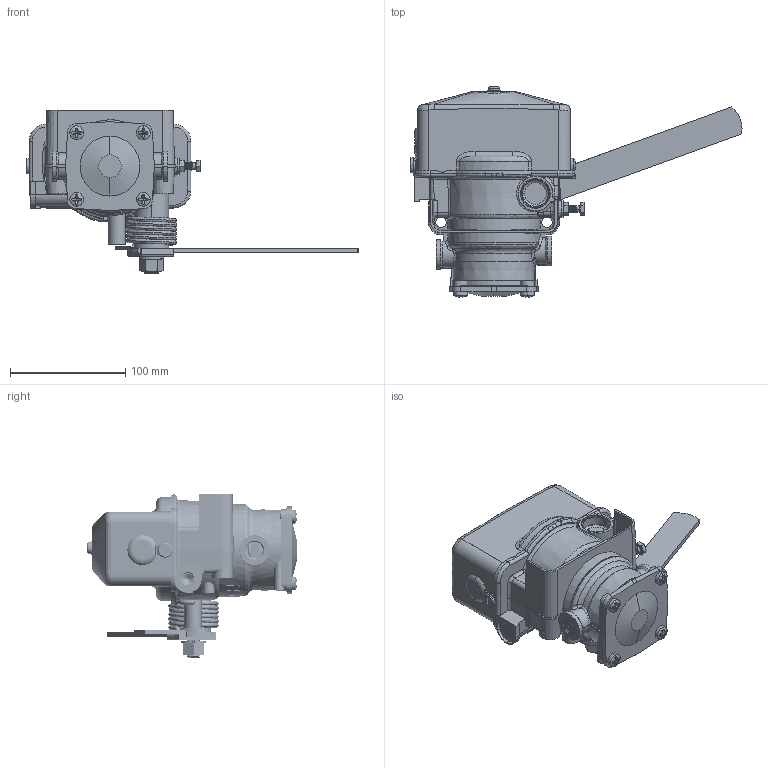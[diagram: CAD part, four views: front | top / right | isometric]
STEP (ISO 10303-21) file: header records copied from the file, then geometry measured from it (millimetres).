
FILE_DESCRIPTION((''),'2;1');
FILE_NAME('601_013_000_1','2019-11-26T11:51:49',('coxm'),('Haldex Brake Products'),'CREO PARAMETRIC BY PTC INC, 2018260','CREO PARAMETRIC BY PTC INC, 2018260','');
FILE_SCHEMA(('AP242_MANAGED_MODEL_BASED_3D_ENGINEERING_MIM_LF { 1 0 10303 442 1 1 4 }'));
Products named in the file (1): 601_013_000_1
Bounding box: 288.58 x 182.53 x 142 mm (x, y, z)
Surface area: 243232.6 mm2 (no closed solid volume)
Topology: 0 solids, 46 shells, 2284 faces, 6607 edges, 4310 vertices
Faces by surface type: plane 839, cylinder 663, bspline 432, cone 175, torus 153, sphere 16, extrusion 6
Entity records: 122423 total; most frequent: CARTESIAN_POINT 61553, ORIENTED_EDGE 12788, DIRECTION 9585, EDGE_CURVE 6499, VERTEX_POINT 4307, AXIS2_PLACEMENT_3D 3433, VECTOR 2719, LINE 2713
